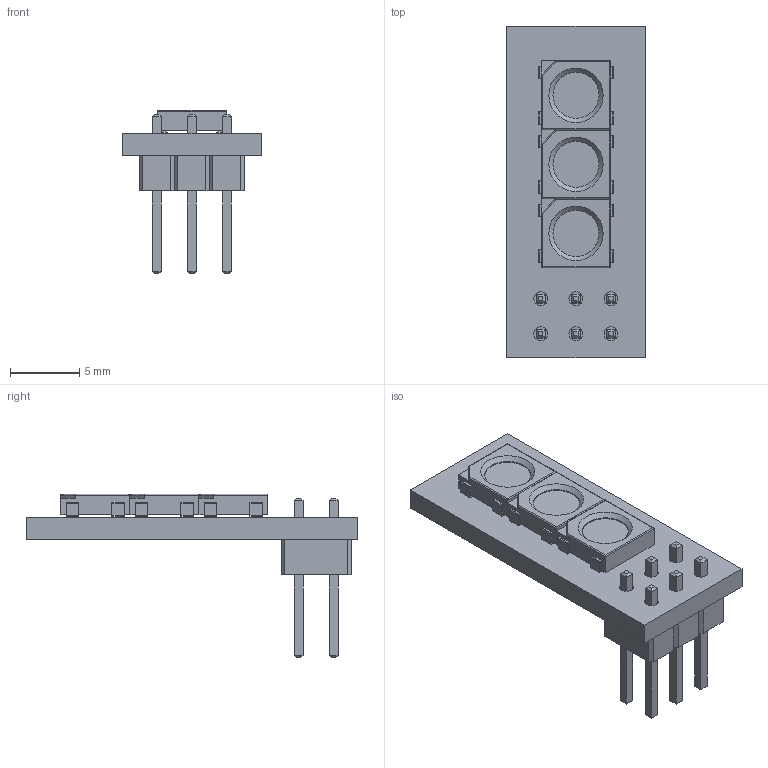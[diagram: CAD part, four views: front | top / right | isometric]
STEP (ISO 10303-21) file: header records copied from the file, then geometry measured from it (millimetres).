
FILE_DESCRIPTION(('KiCad electronic assembly'),'2;1');
FILE_NAME('IndicatorLeds-3D.step','2021-10-01T11:59:41',('An Author'),( 'A Company'),'Open CASCADE STEP processor 7.5', 'KiCad to STEP converter','Unknown');
FILE_SCHEMA(('AUTOMOTIVE_DESIGN { 1 0 10303 214 1 1 1 1 }'));
Length unit declared in the file: millimetre
Products named in the file (6): Open CASCADE STEP translator 7.5 1; LED_WS2812B_PLCC4_5.0x5.0mm_P3.2mm; SOLID; PinHeader_2x03_P2.54mm_Vertical; COMPOUND
Assembly tree (7 placements, depth 3):
  Open CASCADE STEP translator 7.5 1
    LED_WS2812B_PLCC4_5.0x5.0mm_P3.2mm  x3
      SOLID
    PinHeader_2x03_P2.54mm_Vertical
      SOLID
    COMPOUND
Bounding box: 10 x 24 x 11.84 mm (x, y, z)
Volume: 598.3 mm3; surface area: 1159.9 mm2
Topology: 5 solids, 5 shells, 346 faces, 933 edges, 600 vertices
Faces by surface type: plane 271, cylinder 72, cone 3
Full cylindrical faces by diameter (mm): 1 x6, 3.333 x3
Entity records: 14893 total; most frequent: CARTESIAN_POINT 2489, DIRECTION 2054, LINE 1485, VECTOR 1485, ORIENTED_EDGE 1062, PCURVE 1062, DEFINITIONAL_REPRESENTATION 1062, EDGE_CURVE 531
